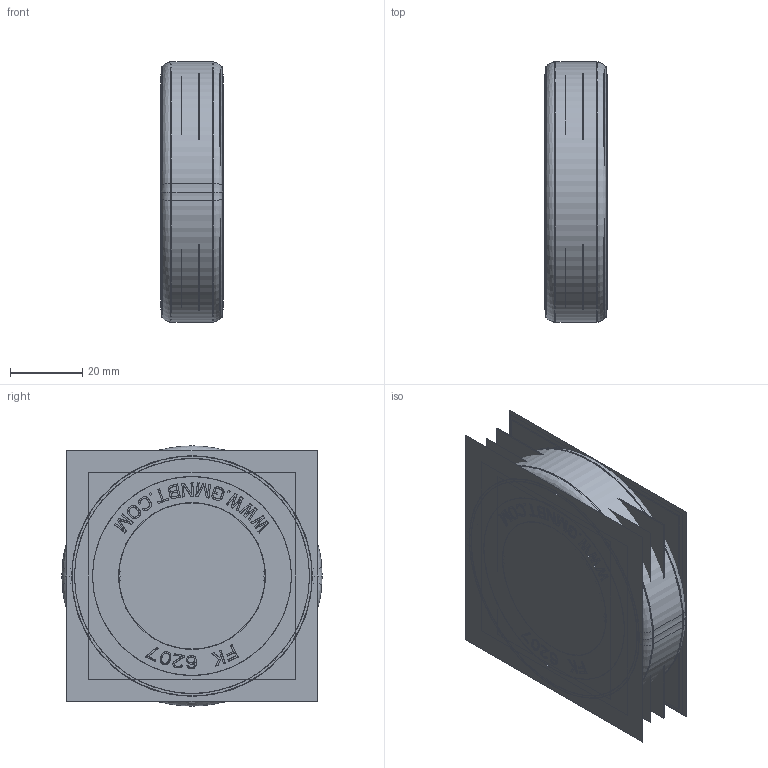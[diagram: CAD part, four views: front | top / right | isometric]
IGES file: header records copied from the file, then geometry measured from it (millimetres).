
Start section:  PTC IGES file: fk6207.igs
Global section: file name: fk6207.igs; native system: Creo Parametric by Parametric Technology Corporation; preprocessor: 2013150; author: sales 4; organization: Unknown; date: 20140325.121431; units: millimetre
Bounding box: 17.32 x 72 x 72 mm (x, y, z)
Volume: 44877 mm3; surface area: 336728.9 mm2
Topology: 64 solids, 64 shells, 5282 faces, 28358 edges, 35924 vertices
Faces by surface type: revolution 2712, bspline 2570
